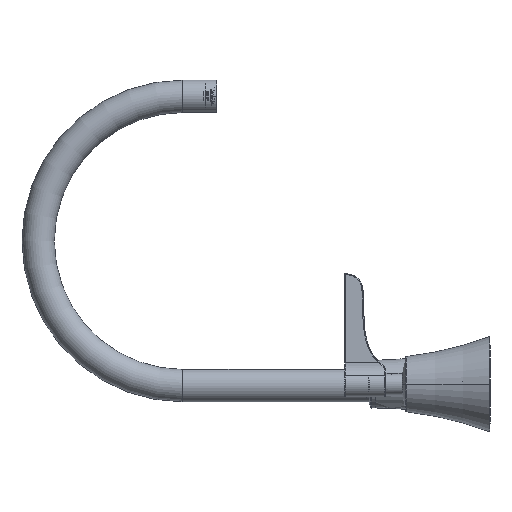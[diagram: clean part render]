
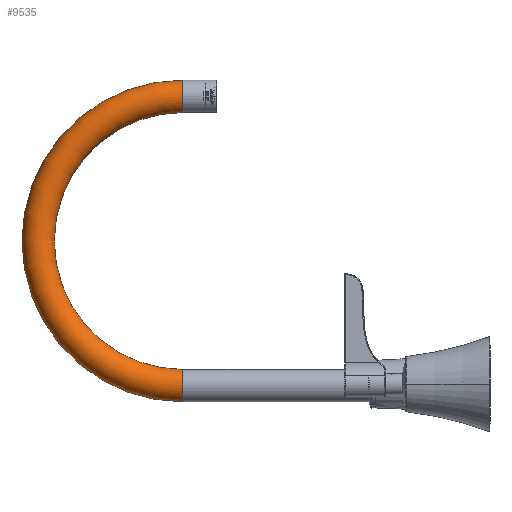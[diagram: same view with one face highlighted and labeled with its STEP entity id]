
A CAD part, left-side view. The second image highlights one B-rep face of the part: STEP entity #9535.
In plain terms, the highlighted toroidal (fillet/blend) face has major radius 85 mm and minor radius 9.5 mm.
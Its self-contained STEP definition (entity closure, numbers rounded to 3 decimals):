
#223 = DIRECTION ( 'NONE',  ( 0., 1., 0. ) ) ;
#812 = ORIENTED_EDGE ( 'NONE', *, *, #14430, .T. ) ;
#1317 = EDGE_CURVE ( 'NONE', #11691, #18959, #8948, .T. ) ;
#1543 = EDGE_LOOP ( 'NONE', ( #2090, #6738, #812, #7336 ) ) ;
#1861 = DIRECTION ( 'NONE',  ( 1., 0., 0. ) ) ;
#2090 = ORIENTED_EDGE ( 'NONE', *, *, #1317, .F. ) ;
#2096 = DIRECTION ( 'NONE',  ( 0., 0., -1. ) ) ;
#2466 = AXIS2_PLACEMENT_3D ( 'NONE', #3485, #9094, #10220 ) ;
#3485 = CARTESIAN_POINT ( 'NONE',  ( 0., 180.482, 169.128 ) ) ;
#3941 = CARTESIAN_POINT ( 'NONE',  ( 0., 180.482, 84.128 ) ) ;
#4369 = AXIS2_PLACEMENT_3D ( 'NONE', #4998, #20365, #21600 ) ;
#4899 = CIRCLE ( 'NONE', #5598, 9.5 ) ;
#4998 = CARTESIAN_POINT ( 'NONE',  ( 0., 180.482, 84.128 ) ) ;
#5598 = AXIS2_PLACEMENT_3D ( 'NONE', #7236, #17113, #8791 ) ;
#5749 = EDGE_CURVE ( 'NONE', #18959, #18171, #15120, .T. ) ;
#5762 = CIRCLE ( 'NONE', #8949, 75.5 ) ;
#6738 = ORIENTED_EDGE ( 'NONE', *, *, #13490, .T. ) ;
#7236 = CARTESIAN_POINT ( 'NONE',  ( 0., 180.482, -0.872 ) ) ;
#7336 = ORIENTED_EDGE ( 'NONE', *, *, #5749, .F. ) ;
#7400 = VERTEX_POINT ( 'NONE', #16882 ) ;
#8122 = CARTESIAN_POINT ( 'NONE',  ( 0., 180.482, -10.372 ) ) ;
#8707 = TOROIDAL_SURFACE ( 'NONE', #20251, 85., 9.5 ) ;
#8791 = DIRECTION ( 'NONE',  ( -1., 0., 0. ) ) ;
#8948 = CIRCLE ( 'NONE', #4369, 94.5 ) ;
#8949 = AXIS2_PLACEMENT_3D ( 'NONE', #3941, #1861, #223 ) ;
#9094 = DIRECTION ( 'NONE',  ( 0., -1., 0. ) ) ;
#9535 = ADVANCED_FACE ( 'NONE', ( #18376 ), #8707, .T. ) ;
#10063 = CARTESIAN_POINT ( 'NONE',  ( 0., 180.482, 159.628 ) ) ;
#10220 = DIRECTION ( 'NONE',  ( -1., 0., 0. ) ) ;
#10481 = CARTESIAN_POINT ( 'NONE',  ( 0., 180.482, 84.128 ) ) ;
#11691 = VERTEX_POINT ( 'NONE', #8122 ) ;
#13448 = DIRECTION ( 'NONE',  ( 1., 0., 0. ) ) ;
#13490 = EDGE_CURVE ( 'NONE', #11691, #7400, #4899, .T. ) ;
#14430 = EDGE_CURVE ( 'NONE', #7400, #18171, #5762, .T. ) ;
#15120 = CIRCLE ( 'NONE', #2466, 9.5 ) ;
#16882 = CARTESIAN_POINT ( 'NONE',  ( 0., 180.482, 8.628 ) ) ;
#17113 = DIRECTION ( 'NONE',  ( 0., 1., 0. ) ) ;
#18171 = VERTEX_POINT ( 'NONE', #10063 ) ;
#18376 = FACE_OUTER_BOUND ( 'NONE', #1543, .T. ) ;
#18959 = VERTEX_POINT ( 'NONE', #21592 ) ;
#20251 = AXIS2_PLACEMENT_3D ( 'NONE', #10481, #13448, #2096 ) ;
#20365 = DIRECTION ( 'NONE',  ( 1., 0., 0. ) ) ;
#21592 = CARTESIAN_POINT ( 'NONE',  ( 0., 180.482, 178.628 ) ) ;
#21600 = DIRECTION ( 'NONE',  ( 0., 1., 0. ) ) ;
